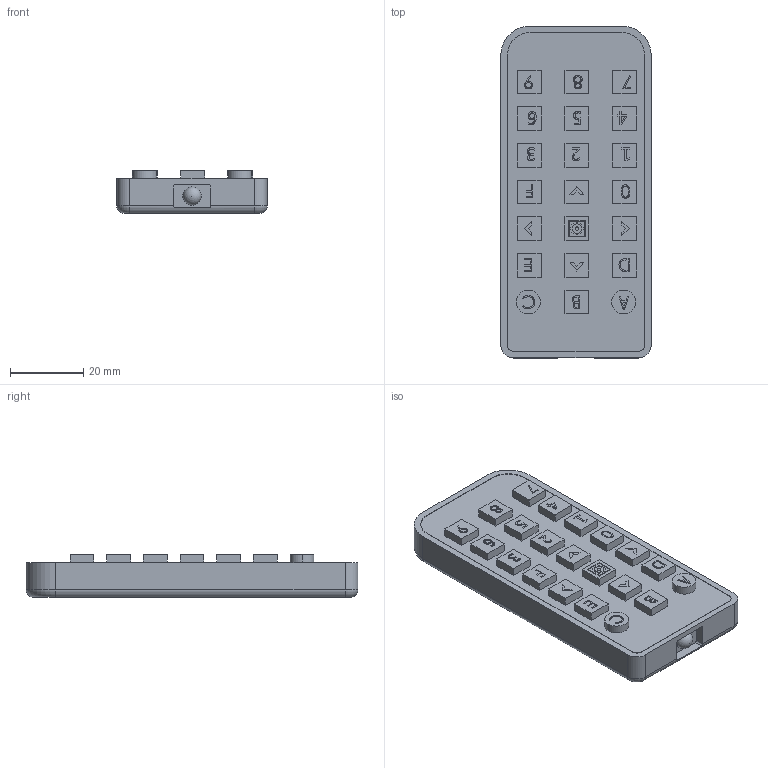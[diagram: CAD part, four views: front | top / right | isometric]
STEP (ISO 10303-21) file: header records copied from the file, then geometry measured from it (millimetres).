
FILE_DESCRIPTION (( 'STEP AP214' ), '1' );
FILE_NAME ('Me-IR Remote Controller V2.0.step', '2016-10-28T07:00:32', ( 'dell' ), ( '' ), 'SwSTEP 2.0', 'SolidWorks 2013', '' );
FILE_SCHEMA (( 'AUTOMOTIVE_DESIGN' ));
Length unit declared in the file: millimetre
Products named in the file (1): Me-IR Remote Controller V2.0
Bounding box: 41 x 90.5 x 11.6 mm (x, y, z)
Volume: 35813.6 mm3; surface area: 11260.7 mm2
Topology: 1 solids, 1 shells, 476 faces, 1242 edges, 826 vertices
Faces by surface type: plane 328, bspline 102, cylinder 41, torus 4, sphere 1
Entity records: 23361 total; most frequent: CARTESIAN_POINT 8964, ORIENTED_EDGE 2478, DIRECTION 1871, EDGE_CURVE 1239, LINE 945, VECTOR 945, VERTEX_POINT 824, EDGE_LOOP 535
